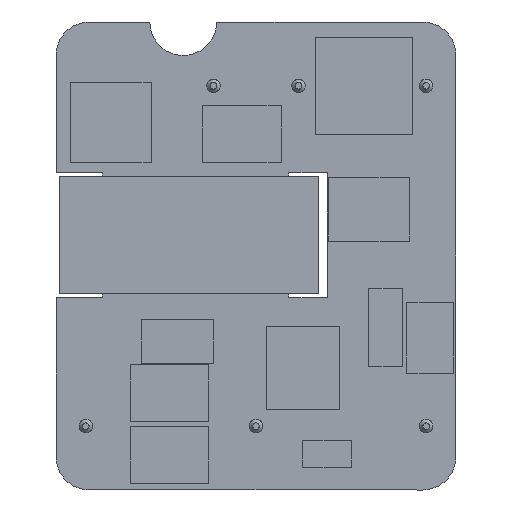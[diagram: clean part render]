
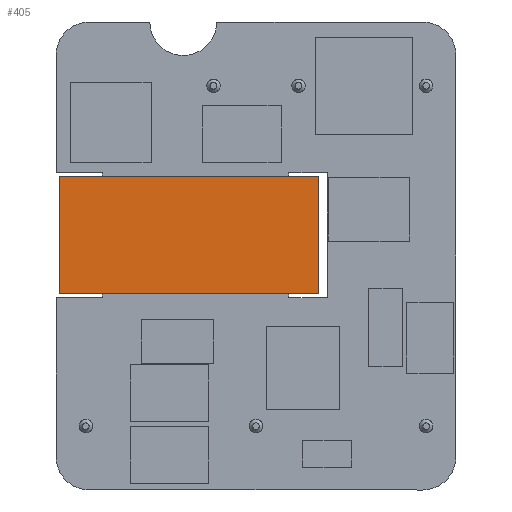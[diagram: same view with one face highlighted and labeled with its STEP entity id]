
A CAD part, front view. The second image highlights one B-rep face of the part: STEP entity #405.
In plain terms, the highlighted planar face has unit normal (0, -1, 0).
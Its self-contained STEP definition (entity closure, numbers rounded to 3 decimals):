
#405 = ADVANCED_FACE( '', ( #1022 ), #1023, .F. );
#1022 = FACE_OUTER_BOUND( '', #1891, .T. );
#1023 = PLANE( '', #1892 );
#1891 = EDGE_LOOP( '', ( #3062, #3063, #3064, #3065 ) );
#1892 = AXIS2_PLACEMENT_3D( '', #3066, #3067, #3068 );
#3062 = ORIENTED_EDGE( '', *, *, #5386, .F. );
#3063 = ORIENTED_EDGE( '', *, *, #5387, .F. );
#3064 = ORIENTED_EDGE( '', *, *, #5388, .F. );
#3065 = ORIENTED_EDGE( '', *, *, #5389, .F. );
#3066 = CARTESIAN_POINT( '', ( 164.707, -3.125, -8.807 ) );
#3067 = DIRECTION( '', ( 0., 1., 0. ) );
#3068 = DIRECTION( '', ( 0., 0., 1. ) );
#5386 = EDGE_CURVE( '', #6584, #6585, #6586, .T. );
#5387 = EDGE_CURVE( '', #6587, #6584, #6588, .T. );
#5388 = EDGE_CURVE( '', #6589, #6587, #6590, .T. );
#5389 = EDGE_CURVE( '', #6585, #6589, #6591, .T. );
#6584 = VERTEX_POINT( '', #8187 );
#6585 = VERTEX_POINT( '', #8188 );
#6586 = LINE( '', #8189, #8190 );
#6587 = VERTEX_POINT( '', #8191 );
#6588 = LINE( '', #8192, #8193 );
#6589 = VERTEX_POINT( '', #8194 );
#6590 = LINE( '', #8195, #8196 );
#6591 = LINE( '', #8197, #8198 );
#8187 = CARTESIAN_POINT( '', ( 164.707, -3.125, -15.807 ) );
#8188 = CARTESIAN_POINT( '', ( 164.707, -3.125, -8.807 ) );
#8189 = CARTESIAN_POINT( '', ( 164.707, -3.125, -15.807 ) );
#8190 = VECTOR( '', #9856, 1000. );
#8191 = CARTESIAN_POINT( '', ( 180.207, -3.125, -15.807 ) );
#8192 = CARTESIAN_POINT( '', ( 164.707, -3.125, -15.807 ) );
#8193 = VECTOR( '', #9857, 1000. );
#8194 = CARTESIAN_POINT( '', ( 180.207, -3.125, -8.807 ) );
#8195 = CARTESIAN_POINT( '', ( 180.207, -3.125, -15.807 ) );
#8196 = VECTOR( '', #9858, 1000. );
#8197 = CARTESIAN_POINT( '', ( 164.707, -3.125, -8.807 ) );
#8198 = VECTOR( '', #9859, 1000. );
#9856 = DIRECTION( '', ( 0., 0., 1. ) );
#9857 = DIRECTION( '', ( -1., 0., 0. ) );
#9858 = DIRECTION( '', ( 0., 0., -1. ) );
#9859 = DIRECTION( '', ( 1., 0., 0. ) );
